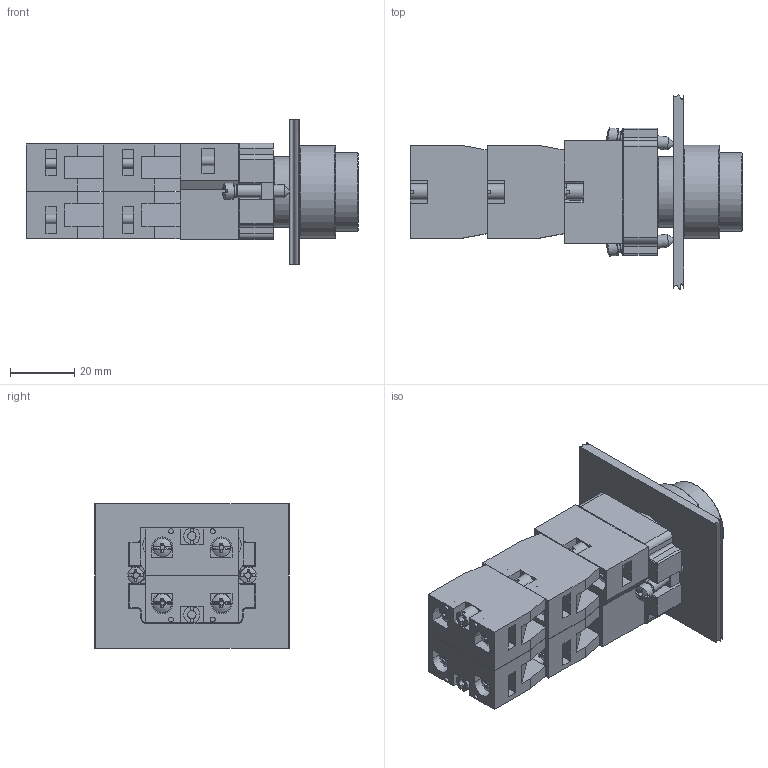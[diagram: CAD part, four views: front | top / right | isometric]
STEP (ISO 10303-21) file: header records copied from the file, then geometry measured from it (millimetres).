
FILE_DESCRIPTION((''),'2;1');
FILE_NAME('2ALPxLB-yyy.stp','2007-11-14T10:10:29',('Philipp'),(''),'Autodesk Inventor 2008','Autodesk Inventor 2008','');
FILE_SCHEMA(('AUTOMOTIVE_DESIGN { 1 0 10303 214 1 1 1 1 }'));
Length unit declared in the file: millimetre
Products named in the file (19): 2ALPxLB-yyy_assembly; 2BRK; DIN 7985 (Z) M4x18-Z; S1; screw; DIN 7985 (H) M3x10-H; S2; panel; 2ALPxLB-yyy_operator; 2ALPxLB-yyy; rubber_gasket; 2LHB; MCB9xxx
Assembly tree (27 placements, depth 3):
  2ALPxLB-yyy_assembly
    2BRK
      2BRK
      DIN 7985 (Z) M4x18-Z  x2
    S1  x2
      S1
      screw
      DIN 7985 (H) M3x10-H
    S2  x2
      S2
      screw
      DIN 7985 (H) M3x10-H
    panel
    2ALPxLB-yyy_operator
      2ALPxLB-yyy
      rubber_gasket
    2LHB
      2LHB
      MCB9xxx
      screw  x2
      DIN 7985 (H) M3x10-H  x2
Bounding box: 103.4 x 60.45 x 45 mm (x, y, z)
Volume: 71607.9 mm3; surface area: 46557.8 mm2
Topology: 28 solids, 28 shells, 1085 faces, 2835 edges, 1853 vertices
Faces by surface type: plane 587, cylinder 179, cone 164, bspline 116, sphere 24, torus 15
Full cylindrical faces by diameter (mm): 0.75 x1, 1.5 x16, 2.5 x5, 2.6 x12, 2.75 x10, 3 x17, 3.65 x2, 4 x2, 5 x8, 9.2 x1, 10 x1, 10.2 x1, 12.8 x1, 13.3 x1, 18 x1, 20.3 x1, 22 x2, 22.25 x1, 22.5 x1, 24 x1, 24.25 x1, 24.4 x1, 25 x1, 27 x1, 29 x1
Entity records: 17816 total; most frequent: CARTESIAN_POINT 4059, DIRECTION 2744, ORIENTED_EDGE 2624, EDGE_CURVE 1312, AXIS2_PLACEMENT_3D 974, VERTEX_POINT 906, VECTOR 796, LINE 796
